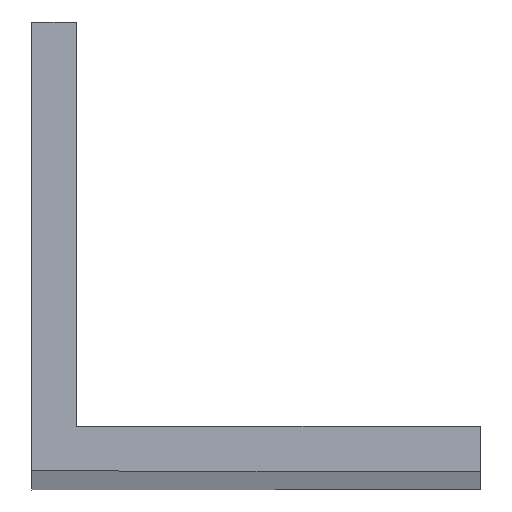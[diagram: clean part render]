
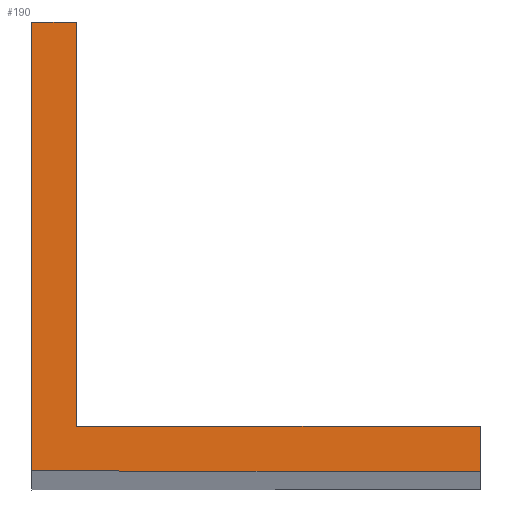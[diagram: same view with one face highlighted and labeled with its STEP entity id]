
A CAD part, top view. The second image highlights one B-rep face of the part: STEP entity #190.
In plain terms, the highlighted planar face has unit normal (0.707, 0, 0.707).
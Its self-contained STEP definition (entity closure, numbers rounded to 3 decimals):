
#2 = PLANE ( 'NONE',  #112 ) ;
#11 = CARTESIAN_POINT ( 'NONE',  ( 2., 20., 487. ) ) ;
#14 = EDGE_CURVE ( 'NONE', #175, #218, #268, .T. ) ;
#15 = VECTOR ( 'NONE', #38, 1000. ) ;
#17 = DIRECTION ( 'NONE',  ( 0.707, 0., -0.707 ) ) ;
#24 = VECTOR ( 'NONE', #17, 1000. ) ;
#31 = DIRECTION ( 'NONE',  ( 0., -1., 0. ) ) ;
#33 = VERTEX_POINT ( 'NONE', #124 ) ;
#37 = ORIENTED_EDGE ( 'NONE', *, *, #216, .T. ) ;
#38 = DIRECTION ( 'NONE',  ( 0., 1., 0. ) ) ;
#39 = EDGE_CURVE ( 'NONE', #33, #198, #300, .T. ) ;
#42 = LINE ( 'NONE', #255, #15 ) ;
#43 = VECTOR ( 'NONE', #31, 1000. ) ;
#44 = DIRECTION ( 'NONE',  ( -0.707, 0., 0.707 ) ) ;
#49 = EDGE_CURVE ( 'NONE', #84, #218, #42, .T. ) ;
#54 = CARTESIAN_POINT ( 'NONE',  ( 244.5, 20., 244.5 ) ) ;
#58 = VERTEX_POINT ( 'NONE', #66 ) ;
#66 = CARTESIAN_POINT ( 'NONE',  ( 20., 2., 469. ) ) ;
#68 = DIRECTION ( 'NONE',  ( 0.707, 0., -0.707 ) ) ;
#69 = LINE ( 'NONE', #213, #196 ) ;
#84 = VERTEX_POINT ( 'NONE', #85 ) ;
#85 = CARTESIAN_POINT ( 'NONE',  ( 2., 2., 487. ) ) ;
#87 = LINE ( 'NONE', #208, #153 ) ;
#92 = CARTESIAN_POINT ( 'NONE',  ( 0., 20., 489. ) ) ;
#98 = EDGE_CURVE ( 'NONE', #58, #84, #87, .T. ) ;
#99 = ORIENTED_EDGE ( 'NONE', *, *, #98, .T. ) ;
#112 = AXIS2_PLACEMENT_3D ( 'NONE', #184, #145, #168 ) ;
#117 = ORIENTED_EDGE ( 'NONE', *, *, #240, .T. ) ;
#124 = CARTESIAN_POINT ( 'NONE',  ( 0., 0., 489. ) ) ;
#143 = CARTESIAN_POINT ( 'NONE',  ( 20., 0., 469. ) ) ;
#145 = DIRECTION ( 'NONE',  ( 0.707, 0., 0.707 ) ) ;
#153 = VECTOR ( 'NONE', #44, 1000. ) ;
#158 = CARTESIAN_POINT ( 'NONE',  ( 0., 0., 489. ) ) ;
#168 = DIRECTION ( 'NONE',  ( 0.707, 0., -0.707 ) ) ;
#175 = VERTEX_POINT ( 'NONE', #254 ) ;
#184 = CARTESIAN_POINT ( 'NONE',  ( 244.5, -465., 244.5 ) ) ;
#188 = LINE ( 'NONE', #92, #43 ) ;
#190 = ADVANCED_FACE ( 'NONE', ( #205 ), #2, .T. ) ;
#196 = VECTOR ( 'NONE', #239, 1000. ) ;
#198 = VERTEX_POINT ( 'NONE', #143 ) ;
#201 = ORIENTED_EDGE ( 'NONE', *, *, #14, .F. ) ;
#205 = FACE_OUTER_BOUND ( 'NONE', #298, .T. ) ;
#208 = CARTESIAN_POINT ( 'NONE',  ( 10., 2., 479. ) ) ;
#213 = CARTESIAN_POINT ( 'NONE',  ( 20., -465., 469. ) ) ;
#216 = EDGE_CURVE ( 'NONE', #198, #58, #69, .T. ) ;
#218 = VERTEX_POINT ( 'NONE', #11 ) ;
#225 = ORIENTED_EDGE ( 'NONE', *, *, #49, .T. ) ;
#239 = DIRECTION ( 'NONE',  ( 0., 1., 0. ) ) ;
#240 = EDGE_CURVE ( 'NONE', #175, #33, #188, .T. ) ;
#254 = CARTESIAN_POINT ( 'NONE',  ( 0., 20., 489. ) ) ;
#255 = CARTESIAN_POINT ( 'NONE',  ( 2., 2., 487. ) ) ;
#268 = LINE ( 'NONE', #54, #24 ) ;
#274 = ORIENTED_EDGE ( 'NONE', *, *, #39, .T. ) ;
#293 = VECTOR ( 'NONE', #68, 1000. ) ;
#298 = EDGE_LOOP ( 'NONE', ( #274, #37, #99, #225, #201, #117 ) ) ;
#300 = LINE ( 'NONE', #158, #293 ) ;
